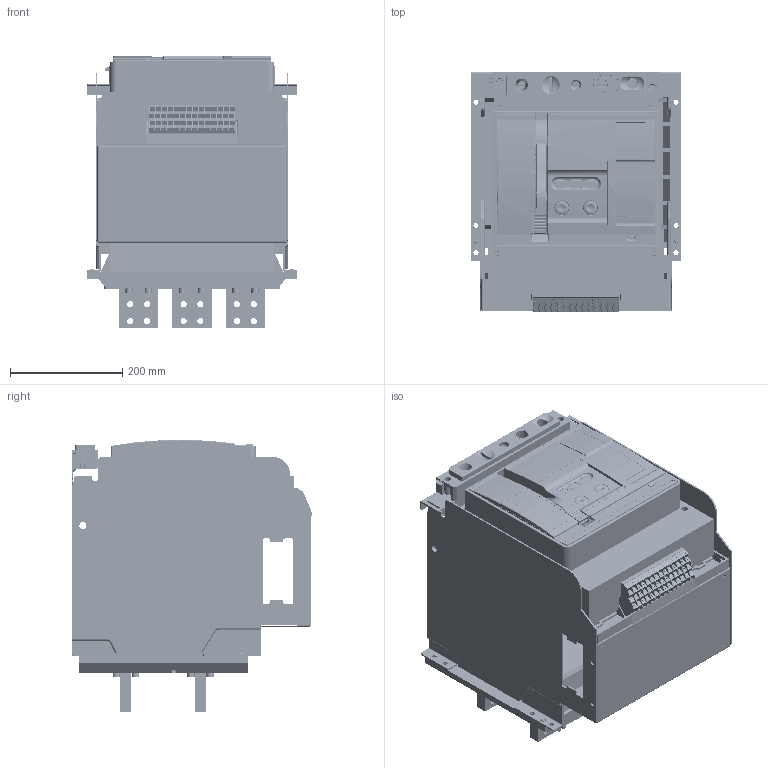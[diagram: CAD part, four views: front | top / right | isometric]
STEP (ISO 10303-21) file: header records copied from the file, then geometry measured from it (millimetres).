
FILE_DESCRIPTION((''),'2;1');
FILE_NAME('EX9ASD-2500DC-D-3P_ASM','2021-02-22T14:52:28',('lcc'),(''),'CREO PARAMETRIC BY PTC INC, 2018020','CREO PARAMETRIC BY PTC INC, 2018020','');
FILE_SCHEMA(('CONFIG_CONTROL_DESIGN','SHAPE_APPEARANCE_LAYERS_GROUPS'));
Products named in the file (27): 8050A0306129T; 8050A0306120T; 8050A0306121T; 8ZTD_300_532; 8300A0101107-20170317; 25-3P-DIBAN02; 8580A0412105; 8ZTD-064-137; 8ZTD-024-837T; 8ZTD-860-699; 5ZTD-558-695-2500_ASM; 8300A0101132; 8860A0724001; 8320A0101121-0814; 8860A1424194; 8253A0101106-1; 8253A0101107-1; 8ZTD_282_1203_AF6; 8320A0101102; 8005A0101101; 5300A15261173_ASM; 8253A0101108-1; 8253A0101010; GBT93-8; GBT70_1-M8X20; 8860A14240061; EX9ASD-2500DC-D-3P_ASM
Assembly tree (91 placements, depth 3):
  EX9ASD-2500DC-D-3P_ASM
    8050A0306129T
    8050A0306120T
    8050A0306121T
    8ZTD_300_532
    8300A0101107-20170317
    25-3P-DIBAN02
    8580A0412105  x6
    5ZTD-558-695-2500_ASM
      8ZTD-064-137
      8ZTD-024-837T  x14
      8ZTD-860-699
    5300A15261173_ASM
      8300A0101132
      8860A0724001
      8320A0101121-0814
      8860A1424194
      8253A0101106-1
      8253A0101107-1
      8ZTD_282_1203_AF6  x2
      8320A0101102
      8005A0101101
    8253A0101108-1
    8253A0101010
    GBT93-8  x24
    GBT70_1-M8X20  x24
    8860A14240061
Bounding box: 375 x 428.53 x 484.49 mm (x, y, z)
Volume: 12862358.2 mm3; surface area: 2727611.6 mm2
Topology: 89 solids, 139 shells, 8388 faces, 21292 edges, 13657 vertices
Faces by surface type: plane 5737, cylinder 1589, torus 421, cone 332, bspline 196, sphere 70, extrusion 39, revolution 4
Entity records: 189639 total; most frequent: CARTESIAN_POINT 41303, ORIENTED_EDGE 22072, DIRECTION 21310, PRESENTATION_STYLE_ASSIGNMENT 12401, STYLED_ITEM 12238, EDGE_CURVE 11090, CURVE_STYLE 11005, VECTOR 7530
